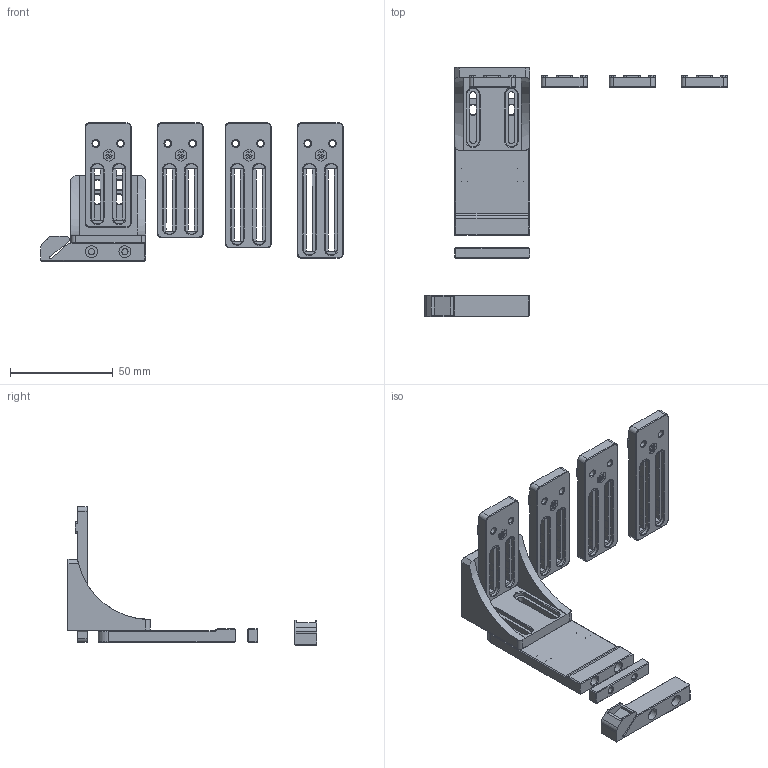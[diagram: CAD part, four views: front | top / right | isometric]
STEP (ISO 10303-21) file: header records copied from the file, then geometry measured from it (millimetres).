
FILE_DESCRIPTION(/* description */ (''),/* implementation_level */ '2;1');
FILE_NAME(/* name */ 'gantry_brush.step',/* time_stamp */ '2025-10-17T13:46:41-05:00',/* author */ (''),/* organization */ (''),/* preprocessor_version */ 'ST-DEVELOPER v20.1',/* originating_system */ 'Autodesk Translation Framework v14.17.0.0',/* authorisation */ '');
FILE_SCHEMA (('AUTOMOTIVE_DESIGN { 1 0 10303 214 3 1 1 }'));
Length unit declared in the file: millimetre
Products named in the file (2): Gantry brush; Dock Mount variable Assembly
Assembly tree (1 placements, depth 2):
  Gantry brush
    Dock Mount variable Assembly
Bounding box: 146.85 x 121.28 x 67.13 mm (x, y, z)
Volume: 52977.2 mm3; surface area: 32847.9 mm2
Topology: 8 solids, 8 shells, 876 faces, 2323 edges, 1489 vertices
Faces by surface type: plane 657, cylinder 144, cone 72, bspline 3
Full cylindrical faces by diameter (mm): 3 x12, 4.7 x8, 5.8 x2
Entity records: 26979 total; most frequent: CARTESIAN_POINT 4785, ORIENTED_EDGE 4648, DIRECTION 4472, EDGE_CURVE 2324, LINE 1912, VECTOR 1912, VERTEX_POINT 1489, AXIS2_PLACEMENT_3D 1280
